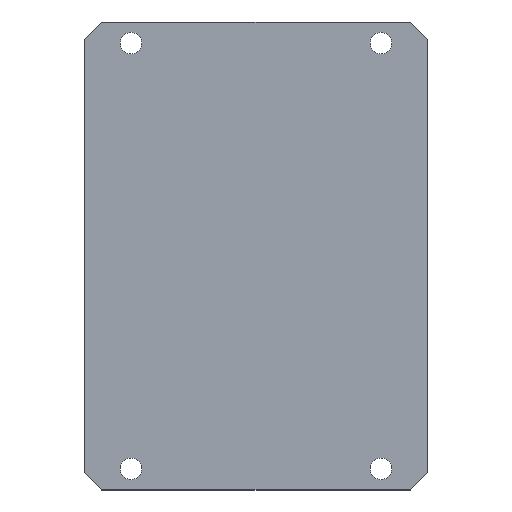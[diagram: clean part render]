
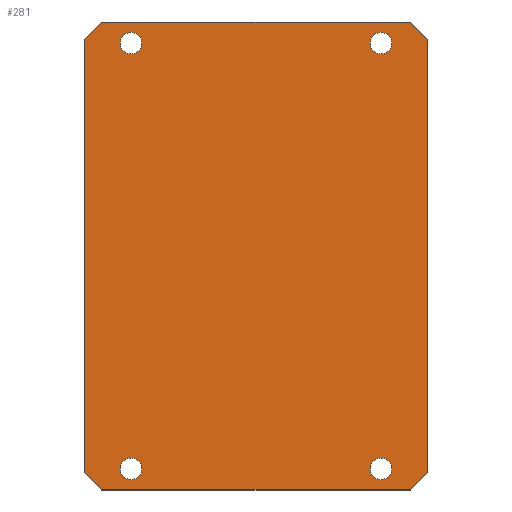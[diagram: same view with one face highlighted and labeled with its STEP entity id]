
A CAD part, top view. The second image highlights one B-rep face of the part: STEP entity #281.
In plain terms, the highlighted planar face has unit normal (0, 0, 1).
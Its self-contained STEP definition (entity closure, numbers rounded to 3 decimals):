
#15=FACE_BOUND('',#60,.T.);
#16=FACE_BOUND('',#61,.T.);
#17=FACE_BOUND('',#62,.T.);
#18=FACE_BOUND('',#63,.T.);
#31=PLANE('',#317);
#45=FACE_OUTER_BOUND('',#59,.T.);
#59=EDGE_LOOP('',(#241,#242,#243,#244,#245,#246,#247,#248));
#60=EDGE_LOOP('',(#249));
#61=EDGE_LOOP('',(#250));
#62=EDGE_LOOP('',(#251));
#63=EDGE_LOOP('',(#252));
#73=LINE('',#421,#101);
#77=LINE('',#429,#105);
#80=LINE('',#435,#108);
#83=LINE('',#441,#111);
#86=LINE('',#447,#114);
#89=LINE('',#453,#117);
#92=LINE('',#459,#120);
#95=LINE('',#464,#123);
#101=VECTOR('',#351,10.);
#105=VECTOR('',#357,10.);
#108=VECTOR('',#362,10.);
#111=VECTOR('',#367,10.);
#114=VECTOR('',#372,10.);
#117=VECTOR('',#377,10.);
#120=VECTOR('',#382,10.);
#123=VECTOR('',#387,10.);
#126=CIRCLE('',#299,1.8);
#128=CIRCLE('',#302,1.8);
#130=CIRCLE('',#305,1.8);
#132=CIRCLE('',#308,1.8);
#134=VERTEX_POINT('',#397);
#136=VERTEX_POINT('',#403);
#138=VERTEX_POINT('',#409);
#140=VERTEX_POINT('',#415);
#141=VERTEX_POINT('',#419);
#142=VERTEX_POINT('',#420);
#145=VERTEX_POINT('',#428);
#147=VERTEX_POINT('',#434);
#149=VERTEX_POINT('',#440);
#151=VERTEX_POINT('',#446);
#153=VERTEX_POINT('',#452);
#155=VERTEX_POINT('',#458);
#159=EDGE_CURVE('',#134,#134,#126,.T.);
#162=EDGE_CURVE('',#136,#136,#128,.T.);
#165=EDGE_CURVE('',#138,#138,#130,.T.);
#168=EDGE_CURVE('',#140,#140,#132,.T.);
#169=EDGE_CURVE('',#141,#142,#73,.T.);
#173=EDGE_CURVE('',#142,#145,#77,.T.);
#176=EDGE_CURVE('',#147,#145,#80,.T.);
#179=EDGE_CURVE('',#147,#149,#83,.T.);
#182=EDGE_CURVE('',#149,#151,#86,.T.);
#185=EDGE_CURVE('',#151,#153,#89,.T.);
#188=EDGE_CURVE('',#155,#153,#92,.T.);
#191=EDGE_CURVE('',#155,#141,#95,.T.);
#241=ORIENTED_EDGE('',*,*,#191,.T.);
#242=ORIENTED_EDGE('',*,*,#169,.T.);
#243=ORIENTED_EDGE('',*,*,#173,.T.);
#244=ORIENTED_EDGE('',*,*,#176,.F.);
#245=ORIENTED_EDGE('',*,*,#179,.T.);
#246=ORIENTED_EDGE('',*,*,#182,.T.);
#247=ORIENTED_EDGE('',*,*,#185,.T.);
#248=ORIENTED_EDGE('',*,*,#188,.F.);
#249=ORIENTED_EDGE('',*,*,#168,.T.);
#250=ORIENTED_EDGE('',*,*,#165,.T.);
#251=ORIENTED_EDGE('',*,*,#162,.T.);
#252=ORIENTED_EDGE('',*,*,#159,.T.);
#281=ADVANCED_FACE('',(#45,#15,#16,#17,#18),#31,.T.);
#299=AXIS2_PLACEMENT_3D('',#399,#326,#327);
#302=AXIS2_PLACEMENT_3D('',#405,#333,#334);
#305=AXIS2_PLACEMENT_3D('',#411,#340,#341);
#308=AXIS2_PLACEMENT_3D('',#417,#347,#348);
#317=AXIS2_PLACEMENT_3D('',#466,#389,#390);
#326=DIRECTION('center_axis',(0.,0.,-1.));
#327=DIRECTION('ref_axis',(0.,-1.,0.));
#333=DIRECTION('center_axis',(0.,0.,-1.));
#334=DIRECTION('ref_axis',(0.,-1.,0.));
#340=DIRECTION('center_axis',(0.,0.,-1.));
#341=DIRECTION('ref_axis',(0.,-1.,0.));
#347=DIRECTION('center_axis',(0.,0.,-1.));
#348=DIRECTION('ref_axis',(0.,-1.,0.));
#351=DIRECTION('',(-0.707,0.707,0.));
#357=DIRECTION('',(-1.,0.,0.));
#362=DIRECTION('',(0.707,0.707,0.));
#367=DIRECTION('',(0.,-1.,0.));
#372=DIRECTION('',(0.707,-0.707,0.));
#377=DIRECTION('',(1.,0.,0.));
#382=DIRECTION('',(-0.707,-0.707,0.));
#387=DIRECTION('',(0.,1.,0.));
#389=DIRECTION('center_axis',(0.,0.,1.));
#390=DIRECTION('ref_axis',(0.,-1.,0.));
#397=CARTESIAN_POINT('',(143.2,-168.035,5.404));
#399=CARTESIAN_POINT('Origin',(143.2,-169.835,5.404));
#403=CARTESIAN_POINT('',(101.2,-96.535,5.404));
#405=CARTESIAN_POINT('Origin',(101.2,-98.335,5.404));
#409=CARTESIAN_POINT('',(101.2,-168.035,5.404));
#411=CARTESIAN_POINT('Origin',(101.2,-169.835,5.404));
#415=CARTESIAN_POINT('',(143.2,-96.535,5.404));
#417=CARTESIAN_POINT('Origin',(143.2,-98.335,5.404));
#419=CARTESIAN_POINT('',(151.,-97.668,5.404));
#420=CARTESIAN_POINT('',(148.117,-94.785,5.404));
#421=CARTESIAN_POINT('',(151.,-97.668,5.404));
#428=CARTESIAN_POINT('',(96.283,-94.785,5.404));
#429=CARTESIAN_POINT('',(148.117,-94.785,5.404));
#434=CARTESIAN_POINT('',(93.4,-97.668,5.404));
#435=CARTESIAN_POINT('',(93.4,-97.668,5.404));
#440=CARTESIAN_POINT('',(93.4,-170.502,5.404));
#441=CARTESIAN_POINT('',(93.4,-97.668,5.404));
#446=CARTESIAN_POINT('',(96.283,-173.385,5.404));
#447=CARTESIAN_POINT('',(93.4,-170.502,5.404));
#452=CARTESIAN_POINT('',(148.117,-173.385,5.404));
#453=CARTESIAN_POINT('',(96.283,-173.385,5.404));
#458=CARTESIAN_POINT('',(151.,-170.502,5.404));
#459=CARTESIAN_POINT('',(151.,-170.502,5.404));
#464=CARTESIAN_POINT('',(151.,-166.085,5.404));
#466=CARTESIAN_POINT('Origin',(122.2,-134.085,5.404));
